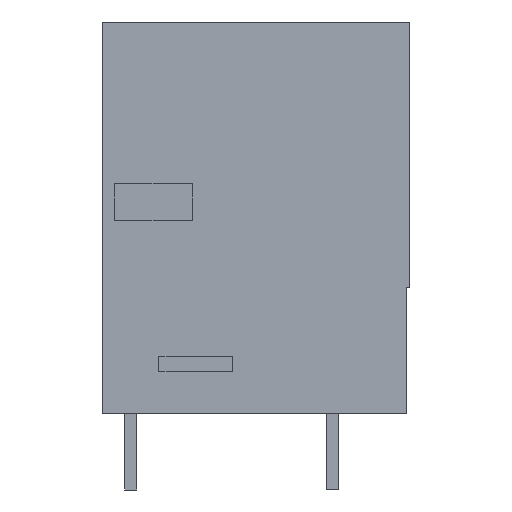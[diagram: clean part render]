
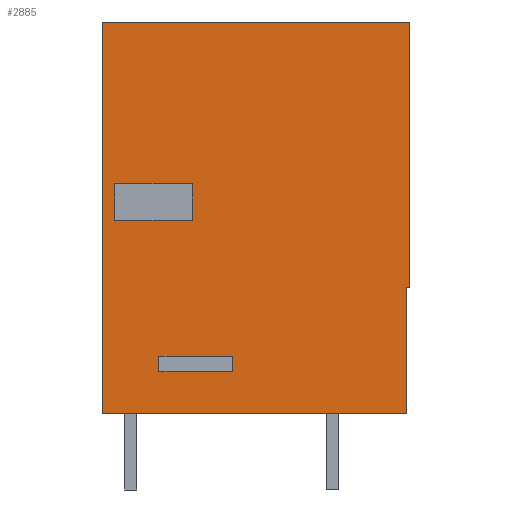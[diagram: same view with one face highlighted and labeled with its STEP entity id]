
A CAD part, left-side view. The second image highlights one B-rep face of the part: STEP entity #2885.
In plain terms, the highlighted planar face has unit normal (-1, 0, 0).
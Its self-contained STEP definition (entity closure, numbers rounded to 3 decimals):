
#2781=AXIS2_PLACEMENT_3D('Plane Axis2P3D',#2778,#2779,#2780) ;
#2292=CARTESIAN_POINT('Vertex',(0.,20.05,5.)) ;
#2295=CARTESIAN_POINT('Line Origine',(0.,20.05,17.78)) ;
#2299=CARTESIAN_POINT('Vertex',(0.,20.05,30.56)) ;
#2695=CARTESIAN_POINT('Vertex',(0.,0.2,5.)) ;
#2698=CARTESIAN_POINT('Line Origine',(0.,10.125,5.)) ;
#2778=CARTESIAN_POINT('Axis2P3D Location',(0.,20.05,0.)) ;
#2783=CARTESIAN_POINT('Line Origine',(0.,0.2,9.105)) ;
#2787=CARTESIAN_POINT('Vertex',(0.,0.2,13.211)) ;
#2790=CARTESIAN_POINT('Line Origine',(0.,0.1,13.211)) ;
#2794=CARTESIAN_POINT('Vertex',(0.,0.,13.211)) ;
#2797=CARTESIAN_POINT('Line Origine',(0.,0.,21.885)) ;
#2801=CARTESIAN_POINT('Vertex',(0.,0.,30.56)) ;
#2804=CARTESIAN_POINT('Line Origine',(0.,10.025,30.56)) ;
#2817=CARTESIAN_POINT('Line Origine',(0.,16.718,17.6)) ;
#2821=CARTESIAN_POINT('Vertex',(0.,19.25,17.6)) ;
#2823=CARTESIAN_POINT('Vertex',(0.,14.186,17.6)) ;
#2826=CARTESIAN_POINT('Line Origine',(0.,19.25,18.8)) ;
#2830=CARTESIAN_POINT('Vertex',(0.,19.25,20.)) ;
#2833=CARTESIAN_POINT('Line Origine',(0.,16.718,20.)) ;
#2837=CARTESIAN_POINT('Vertex',(0.,14.186,20.)) ;
#2840=CARTESIAN_POINT('Line Origine',(0.,14.186,18.8)) ;
#2851=CARTESIAN_POINT('Line Origine',(0.,11.562,8.25)) ;
#2855=CARTESIAN_POINT('Vertex',(0.,11.562,7.75)) ;
#2857=CARTESIAN_POINT('Vertex',(0.,11.562,8.75)) ;
#2860=CARTESIAN_POINT('Line Origine',(0.,13.962,7.75)) ;
#2864=CARTESIAN_POINT('Vertex',(0.,16.362,7.75)) ;
#2867=CARTESIAN_POINT('Line Origine',(0.,16.362,8.25)) ;
#2871=CARTESIAN_POINT('Vertex',(0.,16.362,8.75)) ;
#2874=CARTESIAN_POINT('Line Origine',(0.,13.962,8.75)) ;
#2296=DIRECTION('Vector Direction',(0.,0.,-1.)) ;
#2699=DIRECTION('Vector Direction',(0.,-1.,0.)) ;
#2779=DIRECTION('Axis2P3D Direction',(-1.,0.,0.)) ;
#2780=DIRECTION('Axis2P3D XDirection',(0.,-1.,0.)) ;
#2784=DIRECTION('Vector Direction',(0.,0.,-1.)) ;
#2791=DIRECTION('Vector Direction',(0.,-1.,0.)) ;
#2798=DIRECTION('Vector Direction',(0.,0.,-1.)) ;
#2805=DIRECTION('Vector Direction',(0.,-1.,0.)) ;
#2818=DIRECTION('Vector Direction',(0.,-1.,0.)) ;
#2827=DIRECTION('Vector Direction',(0.,0.,-1.)) ;
#2834=DIRECTION('Vector Direction',(0.,1.,0.)) ;
#2841=DIRECTION('Vector Direction',(0.,0.,-1.)) ;
#2852=DIRECTION('Vector Direction',(0.,0.,1.)) ;
#2861=DIRECTION('Vector Direction',(0.,1.,0.)) ;
#2868=DIRECTION('Vector Direction',(0.,0.,-1.)) ;
#2875=DIRECTION('Vector Direction',(0.,-1.,0.)) ;
#2297=VECTOR('Line Direction',#2296,1.) ;
#2700=VECTOR('Line Direction',#2699,1.) ;
#2785=VECTOR('Line Direction',#2784,1.) ;
#2792=VECTOR('Line Direction',#2791,1.) ;
#2799=VECTOR('Line Direction',#2798,1.) ;
#2806=VECTOR('Line Direction',#2805,1.) ;
#2819=VECTOR('Line Direction',#2818,1.) ;
#2828=VECTOR('Line Direction',#2827,1.) ;
#2835=VECTOR('Line Direction',#2834,1.) ;
#2842=VECTOR('Line Direction',#2841,1.) ;
#2853=VECTOR('Line Direction',#2852,1.) ;
#2862=VECTOR('Line Direction',#2861,1.) ;
#2869=VECTOR('Line Direction',#2868,1.) ;
#2876=VECTOR('Line Direction',#2875,1.) ;
#2810=ORIENTED_EDGE('',*,*,#2301,.T.) ;
#2811=ORIENTED_EDGE('',*,*,#2702,.T.) ;
#2812=ORIENTED_EDGE('',*,*,#2789,.T.) ;
#2813=ORIENTED_EDGE('',*,*,#2796,.T.) ;
#2814=ORIENTED_EDGE('',*,*,#2803,.T.) ;
#2815=ORIENTED_EDGE('',*,*,#2808,.T.) ;
#2846=ORIENTED_EDGE('',*,*,#2825,.F.) ;
#2847=ORIENTED_EDGE('',*,*,#2832,.F.) ;
#2848=ORIENTED_EDGE('',*,*,#2839,.F.) ;
#2849=ORIENTED_EDGE('',*,*,#2844,.F.) ;
#2880=ORIENTED_EDGE('',*,*,#2859,.F.) ;
#2881=ORIENTED_EDGE('',*,*,#2866,.F.) ;
#2882=ORIENTED_EDGE('',*,*,#2873,.F.) ;
#2883=ORIENTED_EDGE('',*,*,#2878,.F.) ;
#2850=FACE_BOUND('',#2845,.T.) ;
#2884=FACE_BOUND('',#2879,.T.) ;
#2885=ADVANCED_FACE('left pole',(#2816,#2850,#2884),#2782,.T.) ;
#2301=EDGE_CURVE('',#2300,#2293,#2298,.T.) ;
#2702=EDGE_CURVE('',#2293,#2696,#2701,.T.) ;
#2789=EDGE_CURVE('',#2696,#2788,#2786,.F.) ;
#2796=EDGE_CURVE('',#2788,#2795,#2793,.T.) ;
#2803=EDGE_CURVE('',#2795,#2802,#2800,.F.) ;
#2808=EDGE_CURVE('',#2802,#2300,#2807,.F.) ;
#2825=EDGE_CURVE('',#2822,#2824,#2820,.T.) ;
#2832=EDGE_CURVE('',#2831,#2822,#2829,.T.) ;
#2839=EDGE_CURVE('',#2838,#2831,#2836,.T.) ;
#2844=EDGE_CURVE('',#2824,#2838,#2843,.F.) ;
#2859=EDGE_CURVE('',#2856,#2858,#2854,.T.) ;
#2866=EDGE_CURVE('',#2865,#2856,#2863,.F.) ;
#2873=EDGE_CURVE('',#2872,#2865,#2870,.T.) ;
#2878=EDGE_CURVE('',#2858,#2872,#2877,.F.) ;
#2809=EDGE_LOOP('',(#2810,#2811,#2812,#2813,#2814,#2815)) ;
#2845=EDGE_LOOP('',(#2846,#2847,#2848,#2849)) ;
#2879=EDGE_LOOP('',(#2880,#2881,#2882,#2883)) ;
#2816=FACE_OUTER_BOUND('',#2809,.T.) ;
#2298=LINE('Line',#2295,#2297) ;
#2701=LINE('Line',#2698,#2700) ;
#2786=LINE('Line',#2783,#2785) ;
#2793=LINE('Line',#2790,#2792) ;
#2800=LINE('Line',#2797,#2799) ;
#2807=LINE('Line',#2804,#2806) ;
#2820=LINE('Line',#2817,#2819) ;
#2829=LINE('Line',#2826,#2828) ;
#2836=LINE('Line',#2833,#2835) ;
#2843=LINE('Line',#2840,#2842) ;
#2854=LINE('Line',#2851,#2853) ;
#2863=LINE('Line',#2860,#2862) ;
#2870=LINE('Line',#2867,#2869) ;
#2877=LINE('Line',#2874,#2876) ;
#2782=PLANE('',#2781) ;
#2293=VERTEX_POINT('',#2292) ;
#2300=VERTEX_POINT('',#2299) ;
#2696=VERTEX_POINT('',#2695) ;
#2788=VERTEX_POINT('',#2787) ;
#2795=VERTEX_POINT('',#2794) ;
#2802=VERTEX_POINT('',#2801) ;
#2822=VERTEX_POINT('',#2821) ;
#2824=VERTEX_POINT('',#2823) ;
#2831=VERTEX_POINT('',#2830) ;
#2838=VERTEX_POINT('',#2837) ;
#2856=VERTEX_POINT('',#2855) ;
#2858=VERTEX_POINT('',#2857) ;
#2865=VERTEX_POINT('',#2864) ;
#2872=VERTEX_POINT('',#2871) ;
